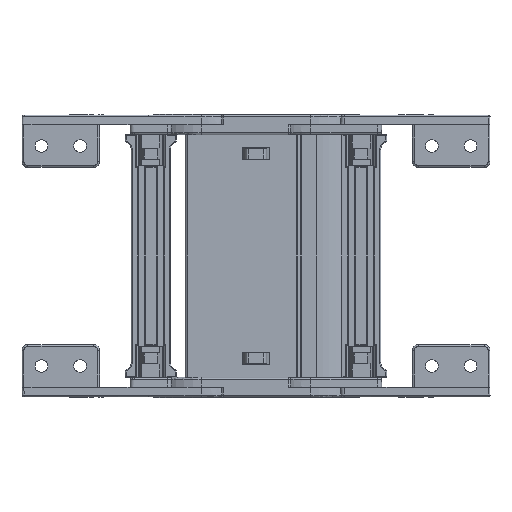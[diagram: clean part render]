
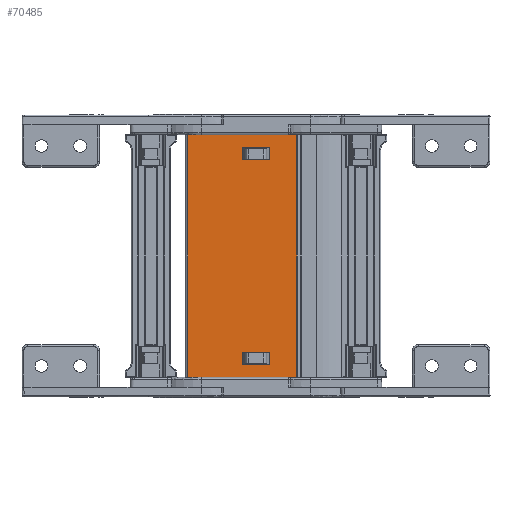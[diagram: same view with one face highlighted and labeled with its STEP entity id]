
A CAD part, front view. The second image highlights one B-rep face of the part: STEP entity #70485.
In plain terms, the highlighted planar face has unit normal (0, -1, 0).
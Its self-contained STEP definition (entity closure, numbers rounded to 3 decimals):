
#3244 = VERTEX_POINT ( 'NONE', #9948 ) ;
#3374 = VERTEX_POINT ( 'NONE', #8720 ) ;
#3892 = LINE ( 'NONE', #20214, #29644 ) ;
#3907 = EDGE_LOOP ( 'NONE', ( #15478, #22192, #64311, #88252 ) ) ;
#4486 = ORIENTED_EDGE ( 'NONE', *, *, #63640, .F. ) ;
#4643 = AXIS2_PLACEMENT_3D ( 'NONE', #49562, #96737, #48570 ) ;
#4795 = CARTESIAN_POINT ( 'NONE',  ( -41.033, 71.004, 80.084 ) ) ;
#5417 = ORIENTED_EDGE ( 'NONE', *, *, #21223, .F. ) ;
#5453 = CARTESIAN_POINT ( 'NONE',  ( -12.813, 71.004, -32.166 ) ) ;
#7677 = LINE ( 'NONE', #42918, #72528 ) ;
#8308 = ORIENTED_EDGE ( 'NONE', *, *, #41878, .F. ) ;
#8503 = CARTESIAN_POINT ( 'NONE',  ( -41.033, 71.004, -25.416 ) ) ;
#8720 = CARTESIAN_POINT ( 'NONE',  ( -69.013, 71.004, -32.166 ) ) ;
#9045 = VECTOR ( 'NONE', #65373, 1000. ) ;
#9383 = CARTESIAN_POINT ( 'NONE',  ( -41.033, 71.004, 80.084 ) ) ;
#9948 = CARTESIAN_POINT ( 'NONE',  ( -27.033, 71.004, 86.384 ) ) ;
#11054 = ORIENTED_EDGE ( 'NONE', *, *, #81273, .T. ) ;
#11700 = VERTEX_POINT ( 'NONE', #4795 ) ;
#12807 = FACE_BOUND ( 'NONE', #3907, .T. ) ;
#13250 = CARTESIAN_POINT ( 'NONE',  ( -27.033, 71.004, 80.084 ) ) ;
#13964 = LINE ( 'NONE', #19809, #35533 ) ;
#15478 = ORIENTED_EDGE ( 'NONE', *, *, #60637, .T. ) ;
#17637 = EDGE_CURVE ( 'NONE', #50421, #3374, #77969, .T. ) ;
#19746 = ORIENTED_EDGE ( 'NONE', *, *, #49781, .F. ) ;
#19809 = CARTESIAN_POINT ( 'NONE',  ( -27.033, 71.004, 80.084 ) ) ;
#20140 = EDGE_CURVE ( 'NONE', #11700, #23975, #77776, .T. ) ;
#20214 = CARTESIAN_POINT ( 'NONE',  ( -41.033, 71.004, -19.116 ) ) ;
#20599 = EDGE_CURVE ( 'NONE', #30535, #3374, #28722, .T. ) ;
#21223 = EDGE_CURVE ( 'NONE', #30297, #40876, #54460, .T. ) ;
#22192 = ORIENTED_EDGE ( 'NONE', *, *, #20140, .T. ) ;
#22760 = DIRECTION ( 'NONE',  ( 1., 0., 0. ) ) ;
#23524 = PLANE ( 'NONE',  #4643 ) ;
#23975 = VERTEX_POINT ( 'NONE', #75395 ) ;
#28722 = LINE ( 'NONE', #69000, #91184 ) ;
#29482 = DIRECTION ( 'NONE',  ( 0., 0., -1. ) ) ;
#29644 = VECTOR ( 'NONE', #35982, 1000. ) ;
#30096 = DIRECTION ( 'NONE',  ( -1., 0., 0. ) ) ;
#30297 = VERTEX_POINT ( 'NONE', #8503 ) ;
#30521 = EDGE_CURVE ( 'NONE', #3244, #48148, #13964, .T. ) ;
#30535 = VERTEX_POINT ( 'NONE', #5453 ) ;
#32528 = VECTOR ( 'NONE', #64119, 1000. ) ;
#35533 = VECTOR ( 'NONE', #29482, 1000. ) ;
#35982 = DIRECTION ( 'NONE',  ( -1., 0., 0. ) ) ;
#36077 = CARTESIAN_POINT ( 'NONE',  ( -12.813, 71.004, 93.134 ) ) ;
#38936 = EDGE_LOOP ( 'NONE', ( #19746, #97577, #5417, #8308 ) ) ;
#40876 = VERTEX_POINT ( 'NONE', #41277 ) ;
#41277 = CARTESIAN_POINT ( 'NONE',  ( -27.033, 71.004, -25.416 ) ) ;
#41878 = EDGE_CURVE ( 'NONE', #57875, #30297, #70937, .T. ) ;
#42918 = CARTESIAN_POINT ( 'NONE',  ( -41.033, 71.004, 86.384 ) ) ;
#43470 = LINE ( 'NONE', #100192, #80104 ) ;
#46451 = DIRECTION ( 'NONE',  ( 0., 0., -1. ) ) ;
#48148 = VERTEX_POINT ( 'NONE', #13250 ) ;
#48570 = DIRECTION ( 'NONE',  ( 0., 0., -1. ) ) ;
#48747 = EDGE_LOOP ( 'NONE', ( #60164, #71403, #4486, #11054 ) ) ;
#49308 = DIRECTION ( 'NONE',  ( 0., 0., -1. ) ) ;
#49562 = CARTESIAN_POINT ( 'NONE',  ( -44.033, 71.004, 152.834 ) ) ;
#49781 = EDGE_CURVE ( 'NONE', #59055, #57875, #3892, .T. ) ;
#50421 = VERTEX_POINT ( 'NONE', #67181 ) ;
#52321 = VERTEX_POINT ( 'NONE', #36077 ) ;
#52798 = EDGE_CURVE ( 'NONE', #23975, #3244, #7677, .T. ) ;
#53360 = FACE_OUTER_BOUND ( 'NONE', #48747, .T. ) ;
#53567 = CARTESIAN_POINT ( 'NONE',  ( -41.033, 71.004, 80.084 ) ) ;
#53990 = CARTESIAN_POINT ( 'NONE',  ( -41.033, 71.004, -25.416 ) ) ;
#54460 = LINE ( 'NONE', #53990, #69007 ) ;
#55969 = CARTESIAN_POINT ( 'NONE',  ( -27.033, 71.004, -19.116 ) ) ;
#57385 = VECTOR ( 'NONE', #65085, 1000. ) ;
#57875 = VERTEX_POINT ( 'NONE', #87757 ) ;
#59055 = VERTEX_POINT ( 'NONE', #55969 ) ;
#60164 = ORIENTED_EDGE ( 'NONE', *, *, #17637, .T. ) ;
#60637 = EDGE_CURVE ( 'NONE', #48148, #11700, #72000, .T. ) ;
#61476 = LINE ( 'NONE', #68756, #77314 ) ;
#61836 = FACE_BOUND ( 'NONE', #38936, .T. ) ;
#63640 = EDGE_CURVE ( 'NONE', #52321, #30535, #61476, .T. ) ;
#64119 = DIRECTION ( 'NONE',  ( 0., 0., 1. ) ) ;
#64311 = ORIENTED_EDGE ( 'NONE', *, *, #52798, .T. ) ;
#65085 = DIRECTION ( 'NONE',  ( -1., 0., 0. ) ) ;
#65373 = DIRECTION ( 'NONE',  ( 0., 0., 1. ) ) ;
#66042 = CARTESIAN_POINT ( 'NONE',  ( -27.033, 71.004, -19.116 ) ) ;
#67137 = EDGE_CURVE ( 'NONE', #40876, #59055, #98376, .T. ) ;
#67181 = CARTESIAN_POINT ( 'NONE',  ( -69.013, 71.004, 93.134 ) ) ;
#68620 = DIRECTION ( 'NONE',  ( -1., 0., 0. ) ) ;
#68756 = CARTESIAN_POINT ( 'NONE',  ( -12.813, 71.004, 234.453 ) ) ;
#69000 = CARTESIAN_POINT ( 'NONE',  ( -44.033, 71.004, -32.166 ) ) ;
#69007 = VECTOR ( 'NONE', #22760, 1000. ) ;
#70485 = ADVANCED_FACE ( 'NONE', ( #53360, #12807, #61836 ), #23524, .F. ) ;
#70937 = LINE ( 'NONE', #96812, #90535 ) ;
#71403 = ORIENTED_EDGE ( 'NONE', *, *, #20599, .F. ) ;
#72000 = LINE ( 'NONE', #53567, #57385 ) ;
#72528 = VECTOR ( 'NONE', #91086, 1000. ) ;
#75395 = CARTESIAN_POINT ( 'NONE',  ( -41.033, 71.004, 86.384 ) ) ;
#75958 = DIRECTION ( 'NONE',  ( 0., 0., -1. ) ) ;
#77314 = VECTOR ( 'NONE', #75958, 1000. ) ;
#77776 = LINE ( 'NONE', #9383, #32528 ) ;
#77969 = LINE ( 'NONE', #93268, #96431 ) ;
#80104 = VECTOR ( 'NONE', #68620, 1000. ) ;
#81273 = EDGE_CURVE ( 'NONE', #52321, #50421, #43470, .T. ) ;
#87757 = CARTESIAN_POINT ( 'NONE',  ( -41.033, 71.004, -19.116 ) ) ;
#88252 = ORIENTED_EDGE ( 'NONE', *, *, #30521, .T. ) ;
#90535 = VECTOR ( 'NONE', #49308, 1000. ) ;
#91086 = DIRECTION ( 'NONE',  ( 1., 0., 0. ) ) ;
#91184 = VECTOR ( 'NONE', #30096, 1000. ) ;
#93268 = CARTESIAN_POINT ( 'NONE',  ( -69.013, 71.004, 234.453 ) ) ;
#96431 = VECTOR ( 'NONE', #46451, 1000. ) ;
#96737 = DIRECTION ( 'NONE',  ( 0., 1., 0. ) ) ;
#96812 = CARTESIAN_POINT ( 'NONE',  ( -41.033, 71.004, -19.116 ) ) ;
#97577 = ORIENTED_EDGE ( 'NONE', *, *, #67137, .F. ) ;
#98376 = LINE ( 'NONE', #66042, #9045 ) ;
#100192 = CARTESIAN_POINT ( 'NONE',  ( -44.033, 71.004, 93.134 ) ) ;
